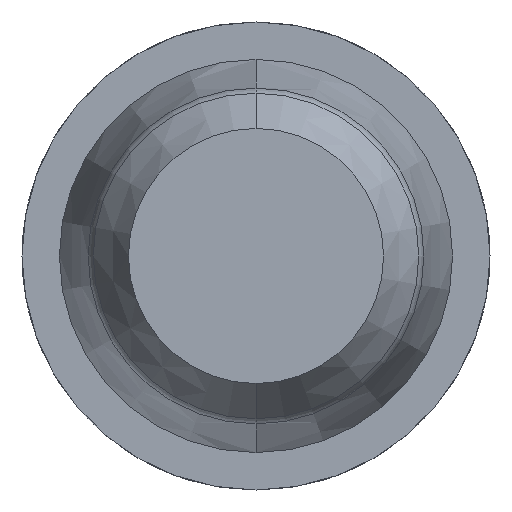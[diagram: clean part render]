
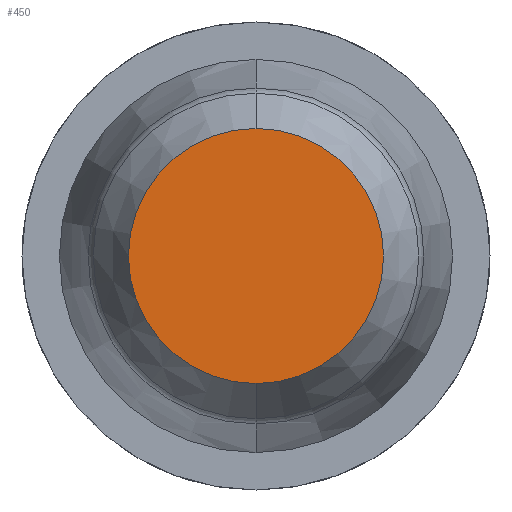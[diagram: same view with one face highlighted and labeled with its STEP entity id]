
A CAD part, front view. The second image highlights one B-rep face of the part: STEP entity #450.
In plain terms, the highlighted planar face has unit normal (0, -1, 0).
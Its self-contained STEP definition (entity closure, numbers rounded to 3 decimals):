
#309 = CARTESIAN_POINT ( 'NONE',  ( 0., -30.5, 0. ) ) ;
#450 = ADVANCED_FACE ( 'Defeature ausgef�hrt2_11', ( #3140 ), #924, .F. ) ;
#497 = EDGE_CURVE ( 'Defeature ausgef�hrt2_15+Defeature ausgef�hrt2_11+Defeature ausgef�hrt2_11+Defeature ausgef�hrt2_11', #913, #4038, #2564, .T. ) ;
#767 = DIRECTION ( 'NONE',  ( 0., 1., 0. ) ) ;
#867 = DIRECTION ( 'NONE',  ( 0., 1., 0. ) ) ;
#906 = CARTESIAN_POINT ( 'NONE',  ( 0., -30.5, 0. ) ) ;
#913 = VERTEX_POINT ( 'NONE', #3471 ) ;
#924 = PLANE ( 'NONE',  #3711 ) ;
#1175 = EDGE_CURVE ( 'Defeature ausgef�hrt2_15+Defeature ausgef�hrt2_11+Defeature ausgef�hrt2_11+Defeature ausgef�hrt2_11', #4038, #913, #3688, .T. ) ;
#1245 = DIRECTION ( 'NONE',  ( 0., 0., 1. ) ) ;
#1425 = AXIS2_PLACEMENT_3D ( 'NONE', #309, #4128, #1245 ) ;
#1751 = DIRECTION ( 'NONE',  ( 0., 0., 1. ) ) ;
#1808 = EDGE_LOOP ( 'NONE', ( #3054, #3656 ) ) ;
#2564 = CIRCLE ( 'NONE', #1425, 0.627 ) ;
#3054 = ORIENTED_EDGE ( 'NONE', *, *, #1175, .F. ) ;
#3140 = FACE_OUTER_BOUND ( 'NONE', #1808, .T. ) ;
#3202 = CARTESIAN_POINT ( 'NONE',  ( 0., -30.5, 0.627 ) ) ;
#3350 = CARTESIAN_POINT ( 'NONE',  ( 0., -30.5, 0. ) ) ;
#3471 = CARTESIAN_POINT ( 'NONE',  ( 0., -30.5, -0.627 ) ) ;
#3656 = ORIENTED_EDGE ( 'NONE', *, *, #497, .F. ) ;
#3688 = CIRCLE ( 'NONE', #4152, 0.627 ) ;
#3711 = AXIS2_PLACEMENT_3D ( 'NONE', #906, #867, #3787 ) ;
#3787 = DIRECTION ( 'NONE',  ( 0., 0., 1. ) ) ;
#4038 = VERTEX_POINT ( 'NONE', #3202 ) ;
#4128 = DIRECTION ( 'NONE',  ( 0., 1., 0. ) ) ;
#4152 = AXIS2_PLACEMENT_3D ( 'NONE', #3350, #767, #1751 ) ;
